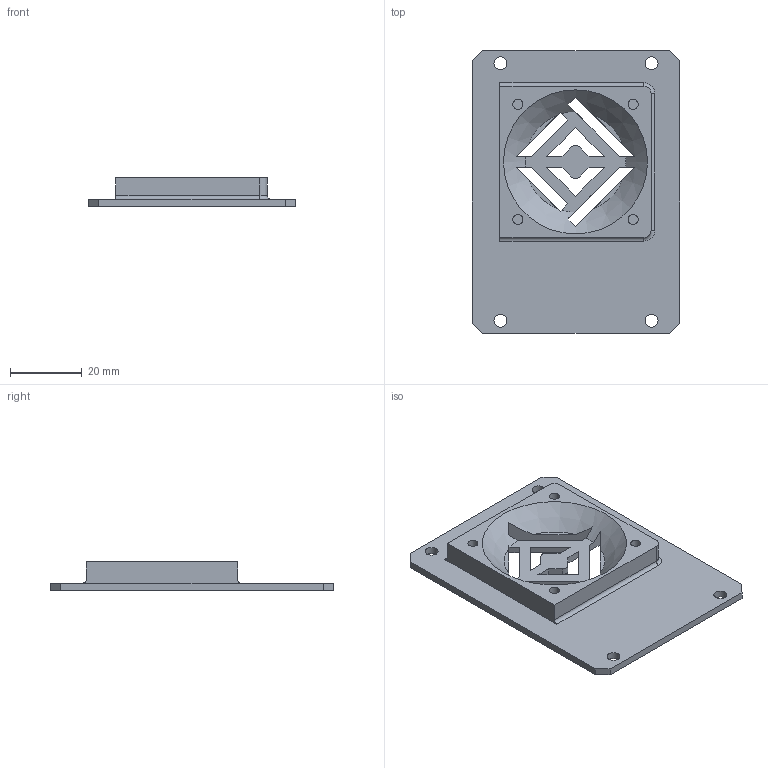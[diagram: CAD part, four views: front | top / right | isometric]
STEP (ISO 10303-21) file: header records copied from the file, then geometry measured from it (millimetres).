
FILE_DESCRIPTION(/* description */ (''),/* implementation_level */ '2;1');
FILE_NAME(/* name */ 'Tray w 40mm Fan.step',/* time_stamp */ '2023-08-19T08:40:42-05:00',/* author */ (''),/* organization */ (''),/* preprocessor_version */ 'ST-DEVELOPER v20',/* originating_system */ 'Autodesk Translation Framework v12.9.0.99',/* authorisation */ '');
FILE_SCHEMA (('AUTOMOTIVE_DESIGN { 1 0 10303 214 3 1 1 }'));
Length unit declared in the file: millimetre
Products named in the file (1): Tray w 40mm Fan
Bounding box: 57.6 x 78.6 x 8 mm (x, y, z)
Volume: 13180.9 mm3; surface area: 10920.4 mm2
Topology: 1 solids, 1 shells, 70 faces, 194 edges, 128 vertices
Faces by surface type: plane 52, cylinder 15, torus 2, cone 1
Full cylindrical faces by diameter (mm): 2.8 x4, 3.6 x4
Entity records: 2283 total; most frequent: CARTESIAN_POINT 429, ORIENTED_EDGE 388, DIRECTION 360, EDGE_CURVE 194, LINE 134, VECTOR 134, VERTEX_POINT 128, AXIS2_PLACEMENT_3D 113
